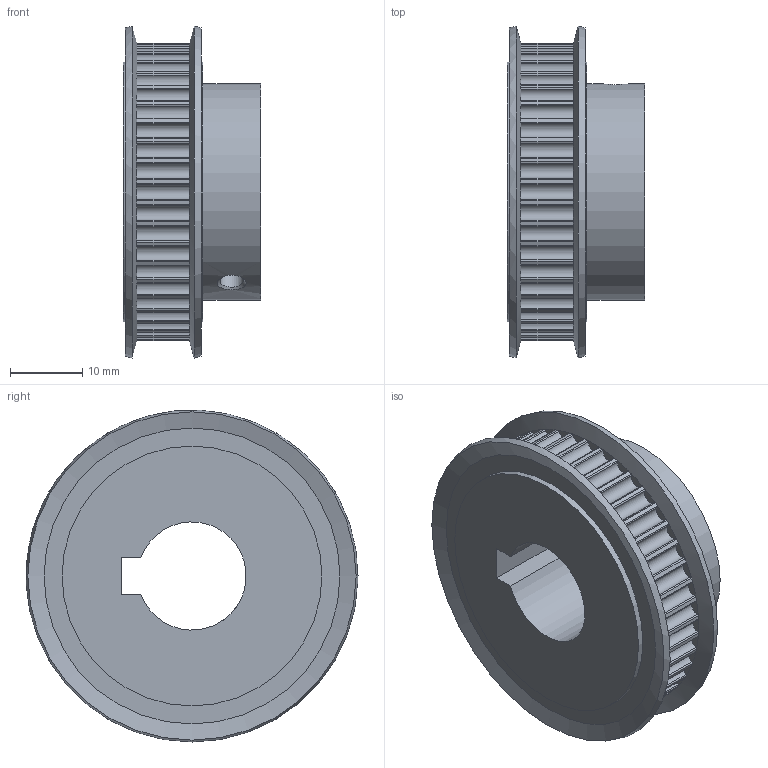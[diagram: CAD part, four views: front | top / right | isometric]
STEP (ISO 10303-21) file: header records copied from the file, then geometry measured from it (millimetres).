
FILE_DESCRIPTION( ( 'STEP AP203' ), ' ' );
FILE_NAME( 'GPA44GT3060-B-N15.stp', '2018-04-18T08:13:55', ( '' ), ( '' ), ' ', 'PARTsolutions', ' ' );
FILE_SCHEMA( ( 'CONFIG_CONTROL_DESIGN' ) );
Length unit declared in the file: millimetre
Products named in the file (3): GPA44GT3060-B-N15; _GPA44GT3060-B-N15_b; _SET-SCREW4-3
Assembly tree (3 placements, depth 2):
  GPA44GT3060-B-N15
    _GPA44GT3060-B-N15_b
    _SET-SCREW4-3  x2
Bounding box: 19 x 46 x 46 mm (x, y, z)
Volume: 16207.9 mm3; surface area: 7510.4 mm2
Topology: 3 solids, 3 shells, 322 faces, 743 edges, 430 vertices
Faces by surface type: cylinder 184, plane 124, cone 14
Full cylindrical faces by diameter (mm): 3.242 x2, 4 x2, 30 x1, 36 x2
Entity records: 8796 total; most frequent: DIRECTION 1760, CARTESIAN_POINT 1548, ORIENTED_EDGE 1360, AXIS2_PLACEMENT_3D 775, EDGE_CURVE 680, CIRCLE 467, VERTEX_POINT 401, EDGE_LOOP 330
